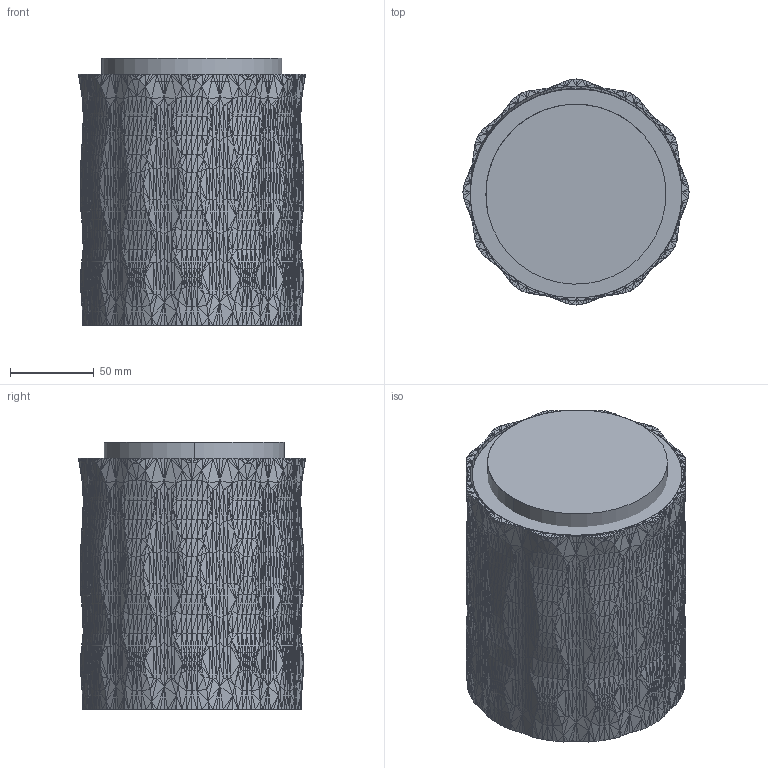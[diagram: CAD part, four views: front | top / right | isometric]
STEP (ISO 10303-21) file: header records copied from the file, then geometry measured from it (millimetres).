
FILE_DESCRIPTION(/* description */ (''),/* implementation_level */ '2;1');
FILE_NAME(/* name */ 'Fiamma 15 Soffitto',/* time_stamp */ '2016-05-31T16:22:49+02:00',/* author */ (''),/* organization */ (''),/* preprocessor_version */ 'ST-DEVELOPER v15',/* originating_system */ '',/* authorisation */ '');
FILE_SCHEMA (('AUTOMOTIVE_DESIGN'));
Products named in the file (1): Document
Bounding box: 135 x 135 x 159.61 mm (x, y, z)
Volume: 7757.6 mm3; surface area: 192710.1 mm2
Topology: 1 solids, 9 shells, 5986 faces, 9063 edges, 3076 vertices
Faces by surface type: bspline 5637, plane 349
Entity records: 108049 total; most frequent: CARTESIAN_POINT 44225, ORIENTED_EDGE 17956, EDGE_CURVE 9062, B_SPLINE_CURVE_WITH_KNOTS 9037, ADVANCED_FACE 5986, FACE_OUTER_BOUND 5986, EDGE_LOOP 5986, B_SPLINE_SURFACE_WITH_KNOTS 5629
